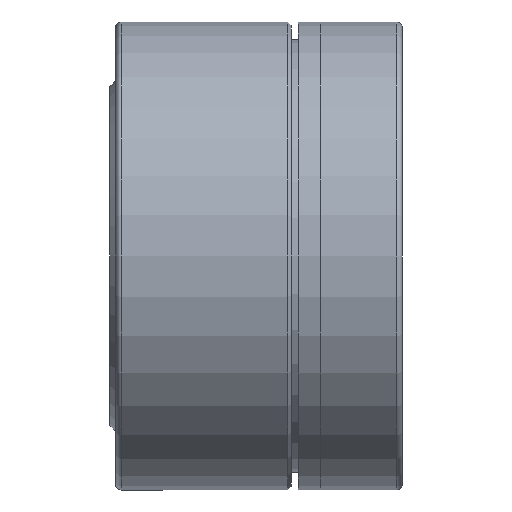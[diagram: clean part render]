
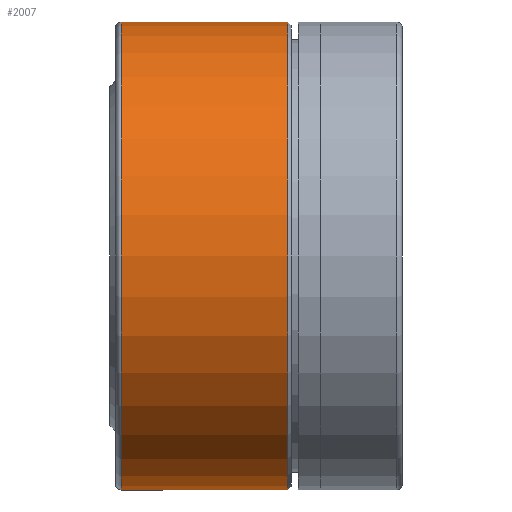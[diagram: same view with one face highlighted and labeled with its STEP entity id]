
A CAD part, front view. The second image highlights one B-rep face of the part: STEP entity #2007.
In plain terms, the highlighted cylindrical face has radius 20 mm (diameter 40 mm), a partial arc.
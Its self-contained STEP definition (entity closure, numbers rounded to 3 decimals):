
#233 = VECTOR ( 'NONE', #406, 1000. ) ;
#308 = EDGE_CURVE ( 'NONE', #2925, #1372, #4587, .T. ) ;
#361 = CARTESIAN_POINT ( 'NONE',  ( 15.2, 0., 20. ) ) ;
#402 = CARTESIAN_POINT ( 'NONE',  ( -58.09, 0., 0. ) ) ;
#406 = DIRECTION ( 'NONE',  ( -1., 0., 0. ) ) ;
#420 = AXIS2_PLACEMENT_3D ( 'NONE', #3373, #2665, #3437 ) ;
#477 = CARTESIAN_POINT ( 'NONE',  ( 1., 0., -20. ) ) ;
#574 = VECTOR ( 'NONE', #2298, 1000. ) ;
#590 = ORIENTED_EDGE ( 'NONE', *, *, #2814, .F. ) ;
#681 = ORIENTED_EDGE ( 'NONE', *, *, #3542, .T. ) ;
#783 = EDGE_LOOP ( 'NONE', ( #590, #681, #2662, #4569 ) ) ;
#1247 = AXIS2_PLACEMENT_3D ( 'NONE', #1314, #1701, #4341 ) ;
#1314 = CARTESIAN_POINT ( 'NONE',  ( 1., 0., 0. ) ) ;
#1372 = VERTEX_POINT ( 'NONE', #2418 ) ;
#1580 = CIRCLE ( 'NONE', #420, 20. ) ;
#1701 = DIRECTION ( 'NONE',  ( -1., 0., 0. ) ) ;
#1850 = VERTEX_POINT ( 'NONE', #2384 ) ;
#2007 = ADVANCED_FACE ( 'NONE', ( #2613 ), #4761, .T. ) ;
#2298 = DIRECTION ( 'NONE',  ( -1., 0., 0. ) ) ;
#2384 = CARTESIAN_POINT ( 'NONE',  ( 15.2, 0., -20. ) ) ;
#2418 = CARTESIAN_POINT ( 'NONE',  ( 1., 0., 20. ) ) ;
#2613 = FACE_OUTER_BOUND ( 'NONE', #783, .T. ) ;
#2662 = ORIENTED_EDGE ( 'NONE', *, *, #3560, .T. ) ;
#2665 = DIRECTION ( 'NONE',  ( -1., 0., 0. ) ) ;
#2670 = DIRECTION ( 'NONE',  ( -1., 0., 0. ) ) ;
#2696 = AXIS2_PLACEMENT_3D ( 'NONE', #402, #2670, #4133 ) ;
#2768 = LINE ( 'NONE', #3754, #574 ) ;
#2814 = EDGE_CURVE ( 'NONE', #1850, #2925, #3722, .T. ) ;
#2819 = VERTEX_POINT ( 'NONE', #361 ) ;
#2925 = VERTEX_POINT ( 'NONE', #477 ) ;
#3373 = CARTESIAN_POINT ( 'NONE',  ( 15.2, 0., 0. ) ) ;
#3437 = DIRECTION ( 'NONE',  ( 0., 0., 1. ) ) ;
#3542 = EDGE_CURVE ( 'NONE', #1850, #2819, #1580, .T. ) ;
#3560 = EDGE_CURVE ( 'NONE', #2819, #1372, #2768, .T. ) ;
#3722 = LINE ( 'NONE', #3815, #233 ) ;
#3754 = CARTESIAN_POINT ( 'NONE',  ( -58.09, 0., 20. ) ) ;
#3815 = CARTESIAN_POINT ( 'NONE',  ( -58.09, 0., -20. ) ) ;
#4133 = DIRECTION ( 'NONE',  ( 0., 0., 1. ) ) ;
#4341 = DIRECTION ( 'NONE',  ( 0., 0., 1. ) ) ;
#4569 = ORIENTED_EDGE ( 'NONE', *, *, #308, .F. ) ;
#4587 = CIRCLE ( 'NONE', #1247, 20. ) ;
#4761 = CYLINDRICAL_SURFACE ( 'NONE', #2696, 20. ) ;
